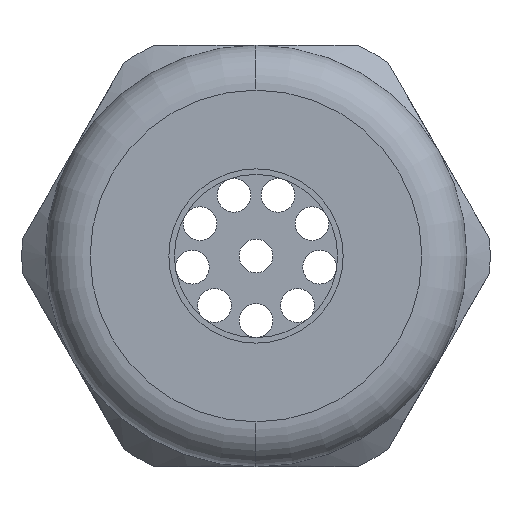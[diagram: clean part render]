
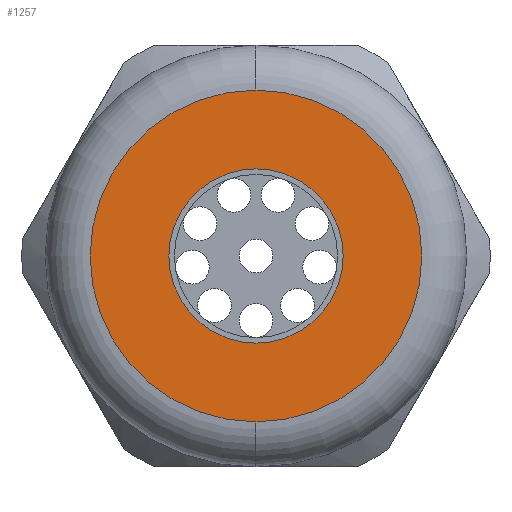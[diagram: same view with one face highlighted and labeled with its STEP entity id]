
A CAD part, left-side view. The second image highlights one B-rep face of the part: STEP entity #1257.
In plain terms, the highlighted planar face has unit normal (-1, 0, 0).
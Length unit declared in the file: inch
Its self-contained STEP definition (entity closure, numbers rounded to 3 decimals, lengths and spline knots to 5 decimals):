
#773 = EDGE_CURVE ( 'NONE', #774, #775, #3144, .T. ) ;
#774 = VERTEX_POINT ( 'NONE', #3139 ) ;
#775 = VERTEX_POINT ( 'NONE', #3138 ) ;
#792 = VERTEX_POINT ( 'NONE', #3170 ) ;
#794 = EDGE_CURVE ( 'NONE', #795, #792, #3168, .T. ) ;
#795 = VERTEX_POINT ( 'NONE', #3163 ) ;
#1257 = ADVANCED_FACE ( 'NONE', ( #4096, #4095 ), #4094, .T. ) ;
#1259 = ORIENTED_EDGE ( 'NONE', *, *, #794, .T. ) ;
#1260 = ORIENTED_EDGE ( 'NONE', *, *, #1261, .T. ) ;
#1261 = EDGE_CURVE ( 'NONE', #792, #795, #4089, .T. ) ;
#1262 = EDGE_LOOP ( 'NONE', ( #1263, #1264 ) ) ;
#1263 = ORIENTED_EDGE ( 'NONE', *, *, #1279, .T. ) ;
#1264 = ORIENTED_EDGE ( 'NONE', *, *, #773, .T. ) ;
#1279 = EDGE_CURVE ( 'NONE', #775, #774, #4133, .T. ) ;
#1282 = EDGE_LOOP ( 'NONE', ( #1259, #1260 ) ) ;
#3138 = CARTESIAN_POINT ( 'NONE',  ( -1.18, 0., -0.155 ) ) ;
#3139 = CARTESIAN_POINT ( 'NONE',  ( -1.18, 0., 0.155 ) ) ;
#3140 = DIRECTION ( 'NONE',  ( 0., 0., -1. ) ) ;
#3141 = DIRECTION ( 'NONE',  ( 1., 0., 0. ) ) ;
#3142 = CARTESIAN_POINT ( 'NONE',  ( -1.18, 0., 0. ) ) ;
#3143 = AXIS2_PLACEMENT_3D ( 'NONE', #3142, #3141, #3140 ) ;
#3144 = CIRCLE ( 'NONE', #3143, 0.155 ) ;
#3163 = CARTESIAN_POINT ( 'NONE',  ( -1.18, 0., 0.295 ) ) ;
#3164 = DIRECTION ( 'NONE',  ( 0., 0., 1. ) ) ;
#3165 = DIRECTION ( 'NONE',  ( -1., 0., 0. ) ) ;
#3166 = CARTESIAN_POINT ( 'NONE',  ( -1.18, 0., 0. ) ) ;
#3167 = AXIS2_PLACEMENT_3D ( 'NONE', #3166, #3165, #3164 ) ;
#3168 = CIRCLE ( 'NONE', #3167, 0.295 ) ;
#3170 = CARTESIAN_POINT ( 'NONE',  ( -1.18, 0., -0.295 ) ) ;
#4085 = DIRECTION ( 'NONE',  ( 0., 0., 1. ) ) ;
#4086 = DIRECTION ( 'NONE',  ( -1., 0., 0. ) ) ;
#4087 = CARTESIAN_POINT ( 'NONE',  ( -1.18, 0., 0. ) ) ;
#4088 = AXIS2_PLACEMENT_3D ( 'NONE', #4087, #4086, #4085 ) ;
#4089 = CIRCLE ( 'NONE', #4088, 0.295 ) ;
#4090 = DIRECTION ( 'NONE',  ( 0., 0., 1. ) ) ;
#4091 = DIRECTION ( 'NONE',  ( -1., 0., 0. ) ) ;
#4092 = CARTESIAN_POINT ( 'NONE',  ( -1.18, 0.375, 0. ) ) ;
#4093 = AXIS2_PLACEMENT_3D ( 'NONE', #4092, #4091, #4090 ) ;
#4094 = PLANE ( 'NONE',  #4093 ) ;
#4095 = FACE_BOUND ( 'NONE', #1262, .T. ) ;
#4096 = FACE_OUTER_BOUND ( 'NONE', #1282, .T. ) ;
#4125 = DIRECTION ( 'NONE',  ( 0., 0., -1. ) ) ;
#4126 = DIRECTION ( 'NONE',  ( 1., 0., 0. ) ) ;
#4127 = CARTESIAN_POINT ( 'NONE',  ( -1.18, 0., 0. ) ) ;
#4128 = AXIS2_PLACEMENT_3D ( 'NONE', #4127, #4126, #4125 ) ;
#4133 = CIRCLE ( 'NONE', #4128, 0.155 ) ;
